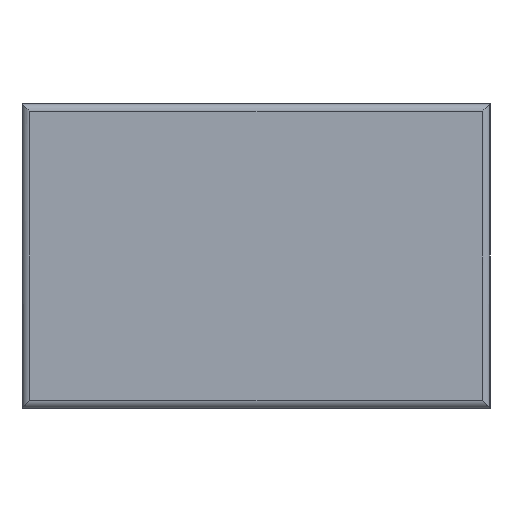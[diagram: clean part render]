
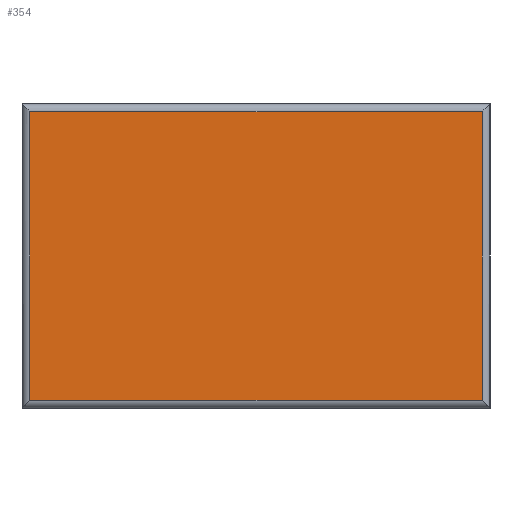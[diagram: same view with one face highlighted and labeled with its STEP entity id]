
A CAD part, left-side view. The second image highlights one B-rep face of the part: STEP entity #354.
In plain terms, the highlighted planar face has unit normal (-1, 0, 0).
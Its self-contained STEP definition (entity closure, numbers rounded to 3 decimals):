
#43 = CARTESIAN_POINT ( 'NONE',  ( -1.7, 0.87, 0.03 ) ) ;
#44 = ORIENTED_EDGE ( 'NONE', *, *, #254, .T. ) ;
#80 = VECTOR ( 'NONE', #105, 1000. ) ;
#83 = CARTESIAN_POINT ( 'NONE',  ( -1.7, -0.87, 1.17 ) ) ;
#105 = DIRECTION ( 'NONE',  ( 0., 1., 0. ) ) ;
#106 = ORIENTED_EDGE ( 'NONE', *, *, #737, .T. ) ;
#119 = VERTEX_POINT ( 'NONE', #723 ) ;
#149 = VECTOR ( 'NONE', #645, 1000. ) ;
#183 = CARTESIAN_POINT ( 'NONE',  ( -1.7, -0.87, 0.03 ) ) ;
#194 = DIRECTION ( 'NONE',  ( 1., 0., 0. ) ) ;
#224 = LINE ( 'NONE', #302, #149 ) ;
#241 = LINE ( 'NONE', #83, #949 ) ;
#254 = EDGE_CURVE ( 'NONE', #119, #434, #701, .T. ) ;
#289 = EDGE_CURVE ( 'NONE', #335, #540, #933, .T. ) ;
#302 = CARTESIAN_POINT ( 'NONE',  ( -1.7, 0.87, 1.17 ) ) ;
#319 = DIRECTION ( 'NONE',  ( 0., 0., 1. ) ) ;
#335 = VERTEX_POINT ( 'NONE', #43 ) ;
#354 = ADVANCED_FACE ( 'NONE', ( #601 ), #939, .F. ) ;
#434 = VERTEX_POINT ( 'NONE', #625 ) ;
#474 = EDGE_CURVE ( 'NONE', #540, #119, #241, .T. ) ;
#540 = VERTEX_POINT ( 'NONE', #183 ) ;
#601 = FACE_OUTER_BOUND ( 'NONE', #610, .T. ) ;
#604 = ORIENTED_EDGE ( 'NONE', *, *, #474, .T. ) ;
#610 = EDGE_LOOP ( 'NONE', ( #44, #106, #940, #604 ) ) ;
#625 = CARTESIAN_POINT ( 'NONE',  ( -1.7, 0.87, 1.14 ) ) ;
#645 = DIRECTION ( 'NONE',  ( 0., 0., -1. ) ) ;
#701 = LINE ( 'NONE', #764, #80 ) ;
#723 = CARTESIAN_POINT ( 'NONE',  ( -1.7, -0.87, 1.14 ) ) ;
#737 = EDGE_CURVE ( 'NONE', #434, #335, #224, .T. ) ;
#751 = AXIS2_PLACEMENT_3D ( 'NONE', #944, #194, #966 ) ;
#764 = CARTESIAN_POINT ( 'NONE',  ( -1.7, 0.9, 1.14 ) ) ;
#769 = DIRECTION ( 'NONE',  ( 0., -1., 0. ) ) ;
#864 = CARTESIAN_POINT ( 'NONE',  ( -1.7, 0.9, 0.03 ) ) ;
#933 = LINE ( 'NONE', #864, #1015 ) ;
#939 = PLANE ( 'NONE',  #751 ) ;
#940 = ORIENTED_EDGE ( 'NONE', *, *, #289, .T. ) ;
#944 = CARTESIAN_POINT ( 'NONE',  ( -1.7, 0.9, 1.17 ) ) ;
#949 = VECTOR ( 'NONE', #319, 1000. ) ;
#966 = DIRECTION ( 'NONE',  ( 0., 1., 0. ) ) ;
#1015 = VECTOR ( 'NONE', #769, 1000. ) ;
